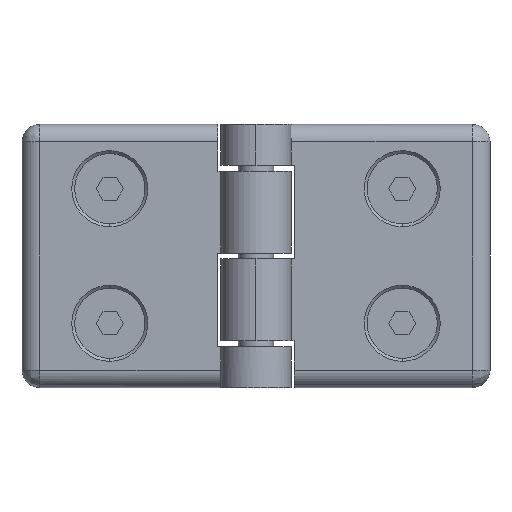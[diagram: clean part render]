
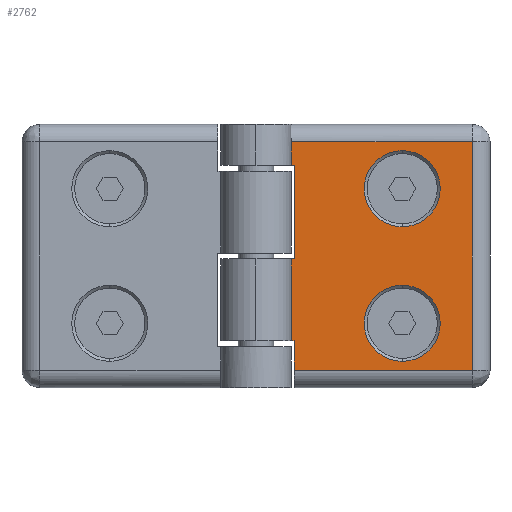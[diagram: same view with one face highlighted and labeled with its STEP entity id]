
A CAD part, front view. The second image highlights one B-rep face of the part: STEP entity #2762.
In plain terms, the highlighted planar face has unit normal (0, -1, 0).
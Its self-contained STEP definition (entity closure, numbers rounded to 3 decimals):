
#57 = EDGE_LOOP ( 'NONE', ( #3759, #7524 ) ) ;
#77 = DIRECTION ( 'NONE',  ( 0., 0., 1. ) ) ;
#158 = VERTEX_POINT ( 'NONE', #3420 ) ;
#254 = VERTEX_POINT ( 'NONE', #6175 ) ;
#357 = VECTOR ( 'NONE', #3628, 1000. ) ;
#466 = LINE ( 'NONE', #1228, #7790 ) ;
#488 = CARTESIAN_POINT ( 'NONE',  ( 25., -5., 11.5 ) ) ;
#549 = VECTOR ( 'NONE', #3561, 1000. ) ;
#572 = CIRCLE ( 'NONE', #5680, 6.5 ) ;
#606 = DIRECTION ( 'NONE',  ( 1., 0., 0. ) ) ;
#622 = ORIENTED_EDGE ( 'NONE', *, *, #6308, .F. ) ;
#666 = CARTESIAN_POINT ( 'NONE',  ( 25., -5., -5. ) ) ;
#688 = CARTESIAN_POINT ( 'NONE',  ( 6.5, -5., 15.5 ) ) ;
#712 = VECTOR ( 'NONE', #3438, 1000. ) ;
#740 = CARTESIAN_POINT ( 'NONE',  ( 6.5, -5., -14.5 ) ) ;
#907 = VERTEX_POINT ( 'NONE', #6192 ) ;
#919 = CIRCLE ( 'NONE', #1035, 6.5 ) ;
#962 = CARTESIAN_POINT ( 'NONE',  ( 5.916, -5., 19.5 ) ) ;
#1035 = AXIS2_PLACEMENT_3D ( 'NONE', #488, #4149, #1726 ) ;
#1100 = EDGE_CURVE ( 'NONE', #3660, #2123, #572, .T. ) ;
#1184 = EDGE_CURVE ( 'NONE', #7697, #7446, #6771, .T. ) ;
#1202 = LINE ( 'NONE', #5566, #4700 ) ;
#1228 = CARTESIAN_POINT ( 'NONE',  ( 40., -5., -19.5 ) ) ;
#1317 = ORIENTED_EDGE ( 'NONE', *, *, #2393, .T. ) ;
#1508 = ORIENTED_EDGE ( 'NONE', *, *, #1184, .F. ) ;
#1514 = DIRECTION ( 'NONE',  ( 0., 0., -1. ) ) ;
#1619 = CARTESIAN_POINT ( 'NONE',  ( 5.916, -5., 22.5 ) ) ;
#1708 = EDGE_CURVE ( 'NONE', #5910, #6586, #2726, .T. ) ;
#1726 = DIRECTION ( 'NONE',  ( 0., 0., -1. ) ) ;
#1747 = DIRECTION ( 'NONE',  ( 0., 1., 0. ) ) ;
#1929 = EDGE_CURVE ( 'NONE', #6074, #5910, #1202, .T. ) ;
#2082 = EDGE_CURVE ( 'NONE', #4844, #7718, #7696, .T. ) ;
#2123 = VERTEX_POINT ( 'NONE', #2631 ) ;
#2216 = EDGE_CURVE ( 'NONE', #254, #3897, #5540, .T. ) ;
#2278 = CARTESIAN_POINT ( 'NONE',  ( 37., -5., 19.5 ) ) ;
#2364 = EDGE_CURVE ( 'NONE', #5756, #907, #919, .T. ) ;
#2393 = EDGE_CURVE ( 'NONE', #6586, #4844, #3592, .T. ) ;
#2426 = LINE ( 'NONE', #1619, #3292 ) ;
#2468 = CARTESIAN_POINT ( 'NONE',  ( 25., -5., 18. ) ) ;
#2559 = CARTESIAN_POINT ( 'NONE',  ( 6.5, -5., 22.5 ) ) ;
#2560 = EDGE_CURVE ( 'NONE', #158, #6074, #466, .T. ) ;
#2631 = CARTESIAN_POINT ( 'NONE',  ( 25., -5., -18. ) ) ;
#2653 = DIRECTION ( 'NONE',  ( 0., -1., 0. ) ) ;
#2726 = LINE ( 'NONE', #3262, #6947 ) ;
#2762 = ADVANCED_FACE ( 'NONE', ( #7596, #6858, #6665 ), #5132, .T. ) ;
#2888 = DIRECTION ( 'NONE',  ( 0., 0., -1. ) ) ;
#2955 = CARTESIAN_POINT ( 'NONE',  ( 25., -5., 11.5 ) ) ;
#2960 = DIRECTION ( 'NONE',  ( 0., 0., -1. ) ) ;
#3108 = CARTESIAN_POINT ( 'NONE',  ( 37., -5., -19.5 ) ) ;
#3203 = VECTOR ( 'NONE', #7383, 1000. ) ;
#3254 = CARTESIAN_POINT ( 'NONE',  ( 40., -5., 15.5 ) ) ;
#3262 = CARTESIAN_POINT ( 'NONE',  ( 40., -5., 19.5 ) ) ;
#3287 = EDGE_CURVE ( 'NONE', #254, #7446, #2426, .T. ) ;
#3292 = VECTOR ( 'NONE', #3537, 1000. ) ;
#3420 = CARTESIAN_POINT ( 'NONE',  ( 6.5, -5., -19.5 ) ) ;
#3437 = CARTESIAN_POINT ( 'NONE',  ( 5.916, -5., 15.5 ) ) ;
#3438 = DIRECTION ( 'NONE',  ( 0., 0., 1. ) ) ;
#3537 = DIRECTION ( 'NONE',  ( 0., 0., -1. ) ) ;
#3561 = DIRECTION ( 'NONE',  ( 0., 0., -1. ) ) ;
#3592 = LINE ( 'NONE', #4667, #549 ) ;
#3618 = EDGE_LOOP ( 'NONE', ( #1317, #6854, #4755, #7679, #6493, #1508, #622, #4857, #4625, #6677 ) ) ;
#3628 = DIRECTION ( 'NONE',  ( 1., 0., 0. ) ) ;
#3660 = VERTEX_POINT ( 'NONE', #666 ) ;
#3667 = LINE ( 'NONE', #7004, #712 ) ;
#3725 = CARTESIAN_POINT ( 'NONE',  ( 25., -5., -11.5 ) ) ;
#3740 = DIRECTION ( 'NONE',  ( 0., 0., 1. ) ) ;
#3759 = ORIENTED_EDGE ( 'NONE', *, *, #7373, .T. ) ;
#3876 = ORIENTED_EDGE ( 'NONE', *, *, #4275, .T. ) ;
#3897 = VERTEX_POINT ( 'NONE', #7483 ) ;
#4149 = DIRECTION ( 'NONE',  ( 0., 1., 0. ) ) ;
#4174 = DIRECTION ( 'NONE',  ( 0., 1., 0. ) ) ;
#4201 = CARTESIAN_POINT ( 'NONE',  ( 40., -5., -0.5 ) ) ;
#4275 = EDGE_CURVE ( 'NONE', #907, #5756, #5461, .T. ) ;
#4306 = DIRECTION ( 'NONE',  ( 0., 1., 0. ) ) ;
#4625 = ORIENTED_EDGE ( 'NONE', *, *, #1929, .T. ) ;
#4667 = CARTESIAN_POINT ( 'NONE',  ( 5.916, -5., 22.5 ) ) ;
#4700 = VECTOR ( 'NONE', #77, 1000. ) ;
#4755 = ORIENTED_EDGE ( 'NONE', *, *, #7541, .F. ) ;
#4844 = VERTEX_POINT ( 'NONE', #3437 ) ;
#4857 = ORIENTED_EDGE ( 'NONE', *, *, #2560, .T. ) ;
#4864 = ORIENTED_EDGE ( 'NONE', *, *, #2364, .T. ) ;
#4972 = LINE ( 'NONE', #2559, #7132 ) ;
#4991 = VECTOR ( 'NONE', #7386, 1000. ) ;
#5132 = PLANE ( 'NONE',  #7433 ) ;
#5383 = CARTESIAN_POINT ( 'NONE',  ( 5.916, -5., -14.5 ) ) ;
#5400 = CARTESIAN_POINT ( 'NONE',  ( 40., -5., -14.5 ) ) ;
#5409 = CARTESIAN_POINT ( 'NONE',  ( 25., -5., -11.5 ) ) ;
#5438 = AXIS2_PLACEMENT_3D ( 'NONE', #5409, #1747, #2960 ) ;
#5461 = CIRCLE ( 'NONE', #5787, 6.5 ) ;
#5540 = LINE ( 'NONE', #4201, #357 ) ;
#5566 = CARTESIAN_POINT ( 'NONE',  ( 37., -5., 22.5 ) ) ;
#5680 = AXIS2_PLACEMENT_3D ( 'NONE', #3725, #4306, #6659 ) ;
#5756 = VERTEX_POINT ( 'NONE', #2468 ) ;
#5787 = AXIS2_PLACEMENT_3D ( 'NONE', #2955, #4174, #2888 ) ;
#5910 = VERTEX_POINT ( 'NONE', #2278 ) ;
#6074 = VERTEX_POINT ( 'NONE', #3108 ) ;
#6175 = CARTESIAN_POINT ( 'NONE',  ( 5.916, -5., -0.5 ) ) ;
#6192 = CARTESIAN_POINT ( 'NONE',  ( 25., -5., 5. ) ) ;
#6251 = DIRECTION ( 'NONE',  ( -1., 0., 0. ) ) ;
#6308 = EDGE_CURVE ( 'NONE', #158, #7697, #4972, .T. ) ;
#6493 = ORIENTED_EDGE ( 'NONE', *, *, #3287, .T. ) ;
#6586 = VERTEX_POINT ( 'NONE', #962 ) ;
#6659 = DIRECTION ( 'NONE',  ( 0., 0., -1. ) ) ;
#6665 = FACE_OUTER_BOUND ( 'NONE', #3618, .T. ) ;
#6677 = ORIENTED_EDGE ( 'NONE', *, *, #1708, .T. ) ;
#6771 = LINE ( 'NONE', #5400, #4991 ) ;
#6854 = ORIENTED_EDGE ( 'NONE', *, *, #2082, .T. ) ;
#6858 = FACE_BOUND ( 'NONE', #57, .T. ) ;
#6947 = VECTOR ( 'NONE', #6251, 1000. ) ;
#7004 = CARTESIAN_POINT ( 'NONE',  ( 6.5, -5., 22.5 ) ) ;
#7132 = VECTOR ( 'NONE', #3740, 1000. ) ;
#7373 = EDGE_CURVE ( 'NONE', #2123, #3660, #7389, .T. ) ;
#7383 = DIRECTION ( 'NONE',  ( 1., 0., 0. ) ) ;
#7386 = DIRECTION ( 'NONE',  ( -1., 0., 0. ) ) ;
#7389 = CIRCLE ( 'NONE', #5438, 6.5 ) ;
#7404 = CARTESIAN_POINT ( 'NONE',  ( 40., -5., 22.5 ) ) ;
#7433 = AXIS2_PLACEMENT_3D ( 'NONE', #7404, #2653, #1514 ) ;
#7446 = VERTEX_POINT ( 'NONE', #5383 ) ;
#7483 = CARTESIAN_POINT ( 'NONE',  ( 6.5, -5., -0.5 ) ) ;
#7524 = ORIENTED_EDGE ( 'NONE', *, *, #1100, .T. ) ;
#7541 = EDGE_CURVE ( 'NONE', #3897, #7718, #3667, .T. ) ;
#7596 = FACE_BOUND ( 'NONE', #7763, .T. ) ;
#7679 = ORIENTED_EDGE ( 'NONE', *, *, #2216, .F. ) ;
#7696 = LINE ( 'NONE', #3254, #3203 ) ;
#7697 = VERTEX_POINT ( 'NONE', #740 ) ;
#7718 = VERTEX_POINT ( 'NONE', #688 ) ;
#7763 = EDGE_LOOP ( 'NONE', ( #3876, #4864 ) ) ;
#7790 = VECTOR ( 'NONE', #606, 1000. ) ;
